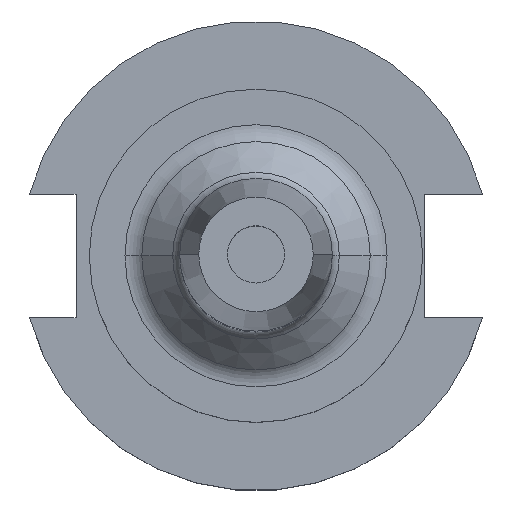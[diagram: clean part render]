
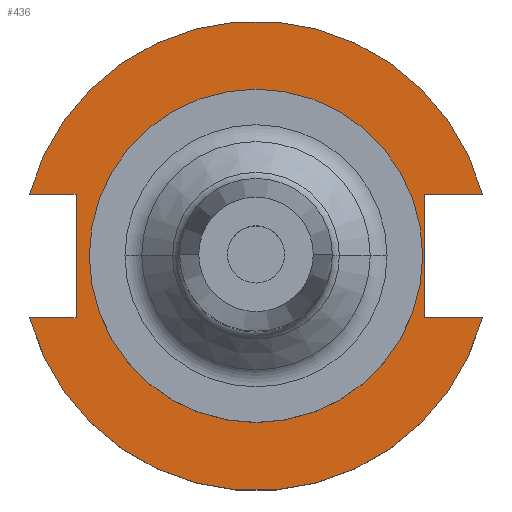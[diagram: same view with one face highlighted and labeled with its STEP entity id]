
A CAD part, top view. The second image highlights one B-rep face of the part: STEP entity #436.
In plain terms, the highlighted planar face has unit normal (0, 0, 1).
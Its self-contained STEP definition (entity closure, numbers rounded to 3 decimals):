
#6 = CARTESIAN_POINT ( 'NONE',  ( 35.306, -12.954, 19.05 ) ) ;
#12 = VERTEX_POINT ( 'NONE', #958 ) ;
#33 = AXIS2_PLACEMENT_3D ( 'NONE', #100, #956, #1803 ) ;
#61 = CIRCLE ( 'NONE', #1769, 49.212 ) ;
#65 = VERTEX_POINT ( 'NONE', #1340 ) ;
#100 = CARTESIAN_POINT ( 'NONE',  ( 0., 0., 19.05 ) ) ;
#104 = LINE ( 'NONE', #1557, #1449 ) ;
#265 = AXIS2_PLACEMENT_3D ( 'NONE', #1579, #586, #1435 ) ;
#290 = DIRECTION ( 'NONE',  ( 0., 0., 1. ) ) ;
#309 = EDGE_CURVE ( 'NONE', #1086, #1382, #1670, .T. ) ;
#392 = CARTESIAN_POINT ( 'NONE',  ( -37.719, -12.954, 19.05 ) ) ;
#420 = EDGE_CURVE ( 'NONE', #721, #12, #805, .T. ) ;
#436 = ADVANCED_FACE ( 'NONE', ( #1100, #716 ), #449, .T. ) ;
#449 = PLANE ( 'NONE',  #735 ) ;
#463 = VECTOR ( 'NONE', #710, 1000. ) ;
#467 = CARTESIAN_POINT ( 'NONE',  ( -34.925, 0., 19.05 ) ) ;
#473 = CARTESIAN_POINT ( 'NONE',  ( -63.719, 12.954, 19.05 ) ) ;
#503 = LINE ( 'NONE', #473, #463 ) ;
#535 = CARTESIAN_POINT ( 'NONE',  ( 35.306, 12.954, 19.05 ) ) ;
#551 = ORIENTED_EDGE ( 'NONE', *, *, #686, .F. ) ;
#557 = LINE ( 'NONE', #1680, #931 ) ;
#586 = DIRECTION ( 'NONE',  ( 0., 0., 1. ) ) ;
#613 = EDGE_CURVE ( 'NONE', #12, #721, #1252, .T. ) ;
#652 = VECTOR ( 'NONE', #1151, 1000. ) ;
#653 = EDGE_CURVE ( 'NONE', #1372, #1487, #1166, .T. ) ;
#670 = CARTESIAN_POINT ( 'NONE',  ( -63.719, -12.954, 19.05 ) ) ;
#682 = VERTEX_POINT ( 'NONE', #535 ) ;
#686 = EDGE_CURVE ( 'NONE', #682, #1086, #1028, .T. ) ;
#710 = DIRECTION ( 'NONE',  ( -1., 0., 0. ) ) ;
#716 = FACE_OUTER_BOUND ( 'NONE', #1071, .T. ) ;
#721 = VERTEX_POINT ( 'NONE', #467 ) ;
#735 = AXIS2_PLACEMENT_3D ( 'NONE', #1574, #290, #1137 ) ;
#759 = ORIENTED_EDGE ( 'NONE', *, *, #653, .F. ) ;
#773 = CARTESIAN_POINT ( 'NONE',  ( -47.477, 12.954, 19.05 ) ) ;
#777 = ORIENTED_EDGE ( 'NONE', *, *, #420, .F. ) ;
#802 = DIRECTION ( 'NONE',  ( 1., 0., 0. ) ) ;
#805 = CIRCLE ( 'NONE', #265, 34.925 ) ;
#887 = CARTESIAN_POINT ( 'NONE',  ( -47.477, -12.954, 19.05 ) ) ;
#907 = EDGE_CURVE ( 'NONE', #968, #986, #1425, .T. ) ;
#916 = VECTOR ( 'NONE', #1293, 1000. ) ;
#931 = VECTOR ( 'NONE', #978, 1000. ) ;
#956 = DIRECTION ( 'NONE',  ( 0., 0., 1. ) ) ;
#958 = CARTESIAN_POINT ( 'NONE',  ( 34.925, 0., 19.05 ) ) ;
#968 = VERTEX_POINT ( 'NONE', #1350 ) ;
#978 = DIRECTION ( 'NONE',  ( -1., 0., 0. ) ) ;
#986 = VERTEX_POINT ( 'NONE', #773 ) ;
#1028 = LINE ( 'NONE', #1369, #652 ) ;
#1065 = ORIENTED_EDGE ( 'NONE', *, *, #907, .T. ) ;
#1071 = EDGE_LOOP ( 'NONE', ( #1349, #1795, #551, #1377, #1065, #1811, #1229, #759 ) ) ;
#1086 = VERTEX_POINT ( 'NONE', #6 ) ;
#1100 = FACE_BOUND ( 'NONE', #1630, .T. ) ;
#1101 = EDGE_CURVE ( 'NONE', #65, #986, #503, .T. ) ;
#1117 = EDGE_CURVE ( 'NONE', #1372, #1382, #61, .T. ) ;
#1135 = ORIENTED_EDGE ( 'NONE', *, *, #613, .F. ) ;
#1137 = DIRECTION ( 'NONE',  ( 1., 0., 0. ) ) ;
#1151 = DIRECTION ( 'NONE',  ( 0., -1., 0. ) ) ;
#1166 = LINE ( 'NONE', #670, #1595 ) ;
#1196 = EDGE_CURVE ( 'NONE', #1487, #65, #104, .T. ) ;
#1197 = AXIS2_PLACEMENT_3D ( 'NONE', #1343, #1299, #1290 ) ;
#1229 = ORIENTED_EDGE ( 'NONE', *, *, #1196, .F. ) ;
#1252 = CIRCLE ( 'NONE', #33, 34.925 ) ;
#1285 = EDGE_CURVE ( 'NONE', #968, #682, #557, .T. ) ;
#1290 = DIRECTION ( 'NONE',  ( 1., 0., 0. ) ) ;
#1293 = DIRECTION ( 'NONE',  ( 1., 0., 0. ) ) ;
#1299 = DIRECTION ( 'NONE',  ( 0., 0., 1. ) ) ;
#1340 = CARTESIAN_POINT ( 'NONE',  ( -37.719, 12.954, 19.05 ) ) ;
#1343 = CARTESIAN_POINT ( 'NONE',  ( 0., 0., 19.05 ) ) ;
#1349 = ORIENTED_EDGE ( 'NONE', *, *, #1117, .T. ) ;
#1350 = CARTESIAN_POINT ( 'NONE',  ( 47.477, 12.954, 19.05 ) ) ;
#1369 = CARTESIAN_POINT ( 'NONE',  ( 35.306, 12.954, 19.05 ) ) ;
#1372 = VERTEX_POINT ( 'NONE', #887 ) ;
#1377 = ORIENTED_EDGE ( 'NONE', *, *, #1285, .F. ) ;
#1382 = VERTEX_POINT ( 'NONE', #1409 ) ;
#1409 = CARTESIAN_POINT ( 'NONE',  ( 47.477, -12.954, 19.05 ) ) ;
#1425 = CIRCLE ( 'NONE', #1197, 49.212 ) ;
#1435 = DIRECTION ( 'NONE',  ( 1., 0., 0. ) ) ;
#1449 = VECTOR ( 'NONE', #1587, 1000. ) ;
#1487 = VERTEX_POINT ( 'NONE', #392 ) ;
#1557 = CARTESIAN_POINT ( 'NONE',  ( -37.719, 12.954, 19.05 ) ) ;
#1574 = CARTESIAN_POINT ( 'NONE',  ( 0., 49.212, 19.05 ) ) ;
#1577 = DIRECTION ( 'NONE',  ( 1., 0., 0. ) ) ;
#1579 = CARTESIAN_POINT ( 'NONE',  ( 0., 0., 19.05 ) ) ;
#1587 = DIRECTION ( 'NONE',  ( 0., 1., 0. ) ) ;
#1595 = VECTOR ( 'NONE', #802, 1000. ) ;
#1630 = EDGE_LOOP ( 'NONE', ( #1135, #777 ) ) ;
#1670 = LINE ( 'NONE', #1763, #916 ) ;
#1680 = CARTESIAN_POINT ( 'NONE',  ( 35.306, 12.954, 19.05 ) ) ;
#1763 = CARTESIAN_POINT ( 'NONE',  ( 35.306, -12.954, 19.05 ) ) ;
#1769 = AXIS2_PLACEMENT_3D ( 'NONE', #1853, #1826, #1577 ) ;
#1795 = ORIENTED_EDGE ( 'NONE', *, *, #309, .F. ) ;
#1803 = DIRECTION ( 'NONE',  ( 1., 0., 0. ) ) ;
#1811 = ORIENTED_EDGE ( 'NONE', *, *, #1101, .F. ) ;
#1826 = DIRECTION ( 'NONE',  ( 0., 0., 1. ) ) ;
#1853 = CARTESIAN_POINT ( 'NONE',  ( 0., 0., 19.05 ) ) ;
